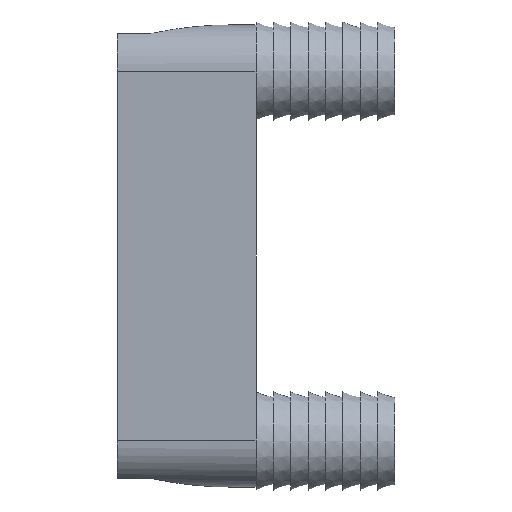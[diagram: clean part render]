
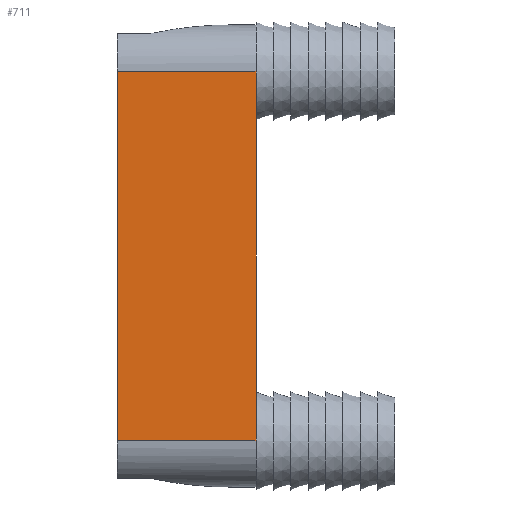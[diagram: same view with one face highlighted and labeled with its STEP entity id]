
A CAD part, left-side view. The second image highlights one B-rep face of the part: STEP entity #711.
In plain terms, the highlighted planar face has unit normal (-1, 0, 0).
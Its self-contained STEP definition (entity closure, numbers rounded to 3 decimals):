
#127=FACE_OUTER_BOUND('',#209,.T.);
#209=EDGE_LOOP('',(#609,#610,#611,#612,#613,#614));
#254=LINE('',#1071,#286);
#255=LINE('',#1122,#287);
#263=LINE('',#1204,#295);
#278=LINE('',#1257,#310);
#280=LINE('',#1260,#312);
#281=LINE('',#1262,#313);
#286=VECTOR('',#832,10.);
#287=VECTOR('',#899,10.);
#295=VECTOR('',#987,10.);
#310=VECTOR('',#1040,10.);
#312=VECTOR('',#1044,10.);
#313=VECTOR('',#1047,10.);
#319=VERTEX_POINT('',#1068);
#320=VERTEX_POINT('',#1070);
#336=VERTEX_POINT('',#1120);
#337=VERTEX_POINT('',#1121);
#364=VERTEX_POINT('',#1201);
#365=VERTEX_POINT('',#1203);
#383=EDGE_CURVE('',#319,#320,#254,.T.);
#401=EDGE_CURVE('',#336,#337,#255,.T.);
#432=EDGE_CURVE('',#365,#364,#263,.T.);
#456=EDGE_CURVE('',#364,#320,#278,.T.);
#458=EDGE_CURVE('',#337,#319,#280,.T.);
#459=EDGE_CURVE('',#365,#336,#281,.T.);
#609=ORIENTED_EDGE('',*,*,#459,.F.);
#610=ORIENTED_EDGE('',*,*,#432,.T.);
#611=ORIENTED_EDGE('',*,*,#456,.T.);
#612=ORIENTED_EDGE('',*,*,#383,.F.);
#613=ORIENTED_EDGE('',*,*,#458,.F.);
#614=ORIENTED_EDGE('',*,*,#401,.F.);
#659=PLANE('',#821);
#711=ADVANCED_FACE('',(#127),#659,.T.);
#821=AXIS2_PLACEMENT_3D('',#1268,#1053,#1054);
#832=DIRECTION('',(0.,0.,-1.));
#899=DIRECTION('',(0.,0.,-1.));
#987=DIRECTION('',(0.,0.,-1.));
#1040=DIRECTION('',(0.,-1.,0.));
#1044=DIRECTION('',(0.,0.,-1.));
#1047=DIRECTION('',(0.,-1.,0.));
#1053=DIRECTION('center_axis',(-1.,0.,0.));
#1054=DIRECTION('ref_axis',(0.,1.,0.));
#1068=CARTESIAN_POINT('',(-8.,-2.,-34.564));
#1070=CARTESIAN_POINT('',(-8.,-2.,-36.));
#1071=CARTESIAN_POINT('',(-8.,-2.,0.));
#1120=CARTESIAN_POINT('',(-8.,-2.,-4.));
#1121=CARTESIAN_POINT('',(-8.,-2.,-5.436));
#1122=CARTESIAN_POINT('',(-8.,-2.,0.));
#1201=CARTESIAN_POINT('',(-8.,10.,-36.));
#1203=CARTESIAN_POINT('',(-8.,10.,-4.));
#1204=CARTESIAN_POINT('',(-8.,10.,0.));
#1257=CARTESIAN_POINT('',(-8.,2.5,-36.));
#1260=CARTESIAN_POINT('',(-8.,-2.,0.));
#1262=CARTESIAN_POINT('',(-8.,2.5,-4.));
#1268=CARTESIAN_POINT('Origin',(-8.,0.,0.));
